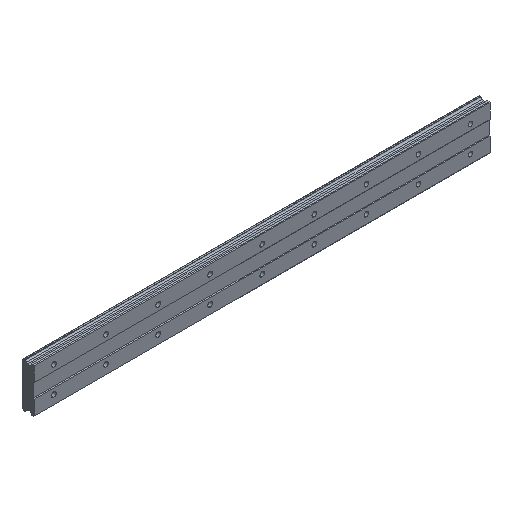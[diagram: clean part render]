
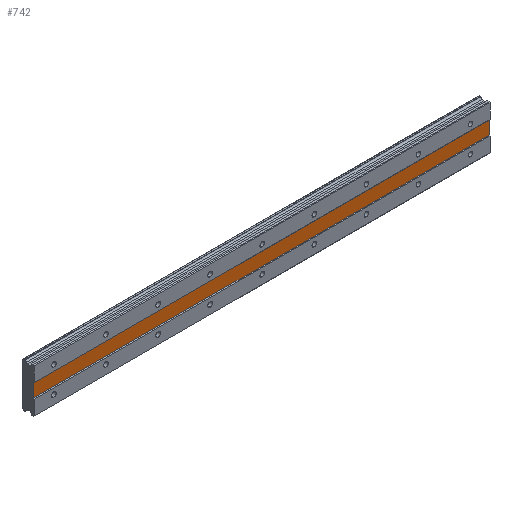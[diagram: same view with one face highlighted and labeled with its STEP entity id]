
A CAD part, isometric view. The second image highlights one B-rep face of the part: STEP entity #742.
In plain terms, the highlighted planar face has unit normal (0, -1, 0).
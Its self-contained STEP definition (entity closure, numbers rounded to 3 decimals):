
#92 = FACE_OUTER_BOUND ( 'NONE', #3079, .T. ) ;
#307 = DIRECTION ( 'NONE',  ( 0., 0., 1. ) ) ;
#359 = CARTESIAN_POINT ( 'NONE',  ( -30., 1., -10. ) ) ;
#370 = DIRECTION ( 'NONE',  ( 0., 1., 0. ) ) ;
#406 = EDGE_CURVE ( 'NONE', #558, #3595, #2723, .T. ) ;
#412 = AXIS2_PLACEMENT_3D ( 'NONE', #3383, #370, #307 ) ;
#558 = VERTEX_POINT ( 'NONE', #2053 ) ;
#627 = DIRECTION ( 'NONE',  ( 0., 0., -1. ) ) ;
#635 = DIRECTION ( 'NONE',  ( 1., 0., 0. ) ) ;
#742 = ADVANCED_FACE ( 'NONE', ( #92 ), #3053, .F. ) ;
#914 = LINE ( 'NONE', #2108, #1444 ) ;
#966 = DIRECTION ( 'NONE',  ( 0., 0., -1. ) ) ;
#1057 = EDGE_CURVE ( 'NONE', #3595, #1936, #3026, .T. ) ;
#1444 = VECTOR ( 'NONE', #627, 1000. ) ;
#1498 = CARTESIAN_POINT ( 'NONE',  ( 670., 1., 10. ) ) ;
#1868 = EDGE_CURVE ( 'NONE', #2869, #1936, #3092, .T. ) ;
#1912 = DIRECTION ( 'NONE',  ( 1., 0., 0. ) ) ;
#1936 = VERTEX_POINT ( 'NONE', #3844 ) ;
#2053 = CARTESIAN_POINT ( 'NONE',  ( -30., 1., 10. ) ) ;
#2108 = CARTESIAN_POINT ( 'NONE',  ( -30., 1., 34.482 ) ) ;
#2362 = EDGE_CURVE ( 'NONE', #558, #2869, #914, .T. ) ;
#2441 = ORIENTED_EDGE ( 'NONE', *, *, #1057, .F. ) ;
#2723 = LINE ( 'NONE', #3311, #3410 ) ;
#2734 = VECTOR ( 'NONE', #1912, 1000. ) ;
#2790 = VECTOR ( 'NONE', #966, 1000. ) ;
#2869 = VERTEX_POINT ( 'NONE', #359 ) ;
#3026 = LINE ( 'NONE', #3617, #2790 ) ;
#3053 = PLANE ( 'NONE',  #412 ) ;
#3079 = EDGE_LOOP ( 'NONE', ( #3236, #2441, #3826, #3742 ) ) ;
#3092 = LINE ( 'NONE', #3403, #2734 ) ;
#3236 = ORIENTED_EDGE ( 'NONE', *, *, #1868, .T. ) ;
#3311 = CARTESIAN_POINT ( 'NONE',  ( 670., 1., 10. ) ) ;
#3383 = CARTESIAN_POINT ( 'NONE',  ( 670., 1., 10. ) ) ;
#3403 = CARTESIAN_POINT ( 'NONE',  ( 670., 1., -10. ) ) ;
#3410 = VECTOR ( 'NONE', #635, 1000. ) ;
#3595 = VERTEX_POINT ( 'NONE', #1498 ) ;
#3617 = CARTESIAN_POINT ( 'NONE',  ( 670., 1., 34.482 ) ) ;
#3742 = ORIENTED_EDGE ( 'NONE', *, *, #2362, .T. ) ;
#3826 = ORIENTED_EDGE ( 'NONE', *, *, #406, .F. ) ;
#3844 = CARTESIAN_POINT ( 'NONE',  ( 670., 1., -10. ) ) ;
